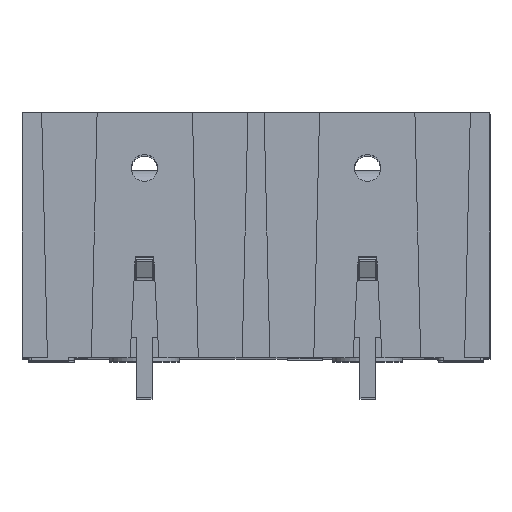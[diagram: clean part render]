
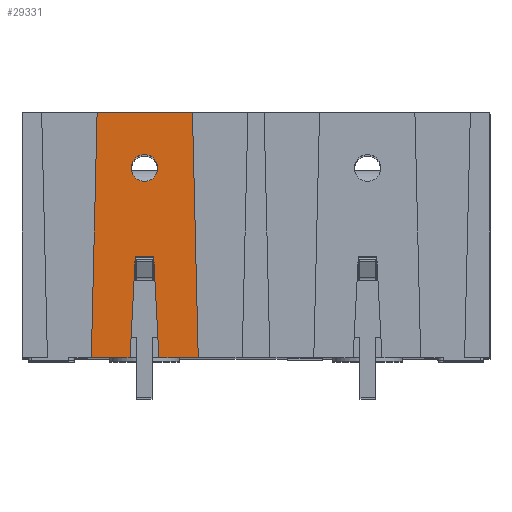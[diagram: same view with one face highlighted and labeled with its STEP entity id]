
A CAD part, top view. The second image highlights one B-rep face of the part: STEP entity #29331.
In plain terms, the highlighted face is planar.
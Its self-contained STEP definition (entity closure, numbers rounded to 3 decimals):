
#850 = FACE_BOUND ( 'NONE', #33934, .T. ) ;
#1189 = CARTESIAN_POINT ( 'NONE',  ( -9.65, -39., 16.7 ) ) ;
#1994 = CARTESIAN_POINT ( 'NONE',  ( -10.45, -39., 9. ) ) ;
#2451 = CIRCLE ( 'NONE', #33301, 1.15 ) ;
#2589 = VERTEX_POINT ( 'NONE', #14018 ) ;
#2963 = VERTEX_POINT ( 'NONE', #28135 ) ;
#3318 = CARTESIAN_POINT ( 'NONE',  ( -10.9, -39., 0.3 ) ) ;
#3497 = DIRECTION ( 'NONE',  ( 1., 0., 0. ) ) ;
#5118 = VERTEX_POINT ( 'NONE', #21756 ) ;
#5835 = DIRECTION ( 'NONE',  ( 0., 0., -1. ) ) ;
#5869 = EDGE_CURVE ( 'NONE', #19391, #5118, #27127, .T. ) ;
#5891 = CARTESIAN_POINT ( 'NONE',  ( -8.85, -39., 9. ) ) ;
#7279 = VECTOR ( 'NONE', #3497, 1000. ) ;
#7392 = VECTOR ( 'NONE', #18396, 1000. ) ;
#7926 = VERTEX_POINT ( 'NONE', #3318 ) ;
#8441 = VERTEX_POINT ( 'NONE', #12123 ) ;
#8493 = CARTESIAN_POINT ( 'NONE',  ( -10.45, -39., 9. ) ) ;
#8742 = CARTESIAN_POINT ( 'NONE',  ( -9.65, -39., 16.7 ) ) ;
#8962 = LINE ( 'NONE', #30150, #31461 ) ;
#10208 = DIRECTION ( 'NONE',  ( -0.024, 0., 1. ) ) ;
#11362 = DIRECTION ( 'NONE',  ( 0., 1., 0. ) ) ;
#12055 = EDGE_LOOP ( 'NONE', ( #17092, #21979, #21353, #22593, #25758, #26669, #39272, #23059 ) ) ;
#12123 = CARTESIAN_POINT ( 'NONE',  ( -8.4, -39., 0.3 ) ) ;
#14018 = CARTESIAN_POINT ( 'NONE',  ( -14.25, -39., 0.3 ) ) ;
#14075 = AXIS2_PLACEMENT_3D ( 'NONE', #26414, #25634, #5835 ) ;
#14501 = LINE ( 'NONE', #15935, #7279 ) ;
#14506 = EDGE_CURVE ( 'NONE', #2589, #7926, #14501, .T. ) ;
#15180 = EDGE_CURVE ( 'NONE', #18828, #8441, #38761, .T. ) ;
#15935 = CARTESIAN_POINT ( 'NONE',  ( 0., -39., 0.3 ) ) ;
#16017 = CARTESIAN_POINT ( 'NONE',  ( -13.75, -39., 21.5 ) ) ;
#16369 = ORIENTED_EDGE ( 'NONE', *, *, #21240, .T. ) ;
#16481 = DIRECTION ( 'NONE',  ( 0., 0., 1. ) ) ;
#17092 = ORIENTED_EDGE ( 'NONE', *, *, #21362, .T. ) ;
#17834 = LINE ( 'NONE', #1994, #20611 ) ;
#17843 = CARTESIAN_POINT ( 'NONE',  ( 0., -39., 0.3 ) ) ;
#18396 = DIRECTION ( 'NONE',  ( -1., 0., 0. ) ) ;
#18612 = CARTESIAN_POINT ( 'NONE',  ( -5., -39., 0.3 ) ) ;
#18651 = FACE_OUTER_BOUND ( 'NONE', #12055, .T. ) ;
#18828 = VERTEX_POINT ( 'NONE', #30398 ) ;
#18961 = LINE ( 'NONE', #38839, #35157 ) ;
#19031 = EDGE_CURVE ( 'NONE', #30124, #2963, #29961, .T. ) ;
#19391 = VERTEX_POINT ( 'NONE', #22866 ) ;
#19568 = DIRECTION ( 'NONE',  ( 0., 1., 0. ) ) ;
#19597 = CARTESIAN_POINT ( 'NONE',  ( 0., -39., 21.5 ) ) ;
#20369 = DIRECTION ( 'NONE',  ( 1., 0., 0. ) ) ;
#20611 = VECTOR ( 'NONE', #20369, 1000. ) ;
#20621 = EDGE_CURVE ( 'NONE', #2963, #2589, #25971, .T. ) ;
#21240 = EDGE_CURVE ( 'NONE', #5118, #19391, #2451, .T. ) ;
#21353 = ORIENTED_EDGE ( 'NONE', *, *, #19031, .T. ) ;
#21362 = EDGE_CURVE ( 'NONE', #8441, #39562, #39276, .T. ) ;
#21756 = CARTESIAN_POINT ( 'NONE',  ( -9.65, -39., 17.85 ) ) ;
#21979 = ORIENTED_EDGE ( 'NONE', *, *, #28363, .T. ) ;
#22593 = ORIENTED_EDGE ( 'NONE', *, *, #20621, .T. ) ;
#22866 = CARTESIAN_POINT ( 'NONE',  ( -9.65, -39., 15.55 ) ) ;
#23059 = ORIENTED_EDGE ( 'NONE', *, *, #15180, .T. ) ;
#24253 = ORIENTED_EDGE ( 'NONE', *, *, #5869, .T. ) ;
#25634 = DIRECTION ( 'NONE',  ( 0., 1., 0. ) ) ;
#25758 = ORIENTED_EDGE ( 'NONE', *, *, #14506, .T. ) ;
#25971 = LINE ( 'NONE', #16017, #30740 ) ;
#26414 = CARTESIAN_POINT ( 'NONE',  ( 0., -39., 21.5 ) ) ;
#26495 = VECTOR ( 'NONE', #39423, 1000. ) ;
#26669 = ORIENTED_EDGE ( 'NONE', *, *, #27383, .T. ) ;
#26946 = VECTOR ( 'NONE', #31019, 1000. ) ;
#27127 = CIRCLE ( 'NONE', #33598, 1.15 ) ;
#27383 = EDGE_CURVE ( 'NONE', #7926, #32047, #18961, .T. ) ;
#27984 = DIRECTION ( 'NONE',  ( 0.052, 0., 0.999 ) ) ;
#28135 = CARTESIAN_POINT ( 'NONE',  ( -13.75, -39., 21.5 ) ) ;
#28363 = EDGE_CURVE ( 'NONE', #39562, #30124, #8962, .T. ) ;
#29217 = DIRECTION ( 'NONE',  ( 0., 0., 1. ) ) ;
#29331 = ADVANCED_FACE ( 'NONE', ( #850, #18651 ), #38201, .F. ) ;
#29961 = LINE ( 'NONE', #19597, #7392 ) ;
#30124 = VERTEX_POINT ( 'NONE', #38918 ) ;
#30150 = CARTESIAN_POINT ( 'NONE',  ( -5., -39., 0.3 ) ) ;
#30398 = CARTESIAN_POINT ( 'NONE',  ( -8.85, -39., 9. ) ) ;
#30740 = VECTOR ( 'NONE', #32354, 1000. ) ;
#31019 = DIRECTION ( 'NONE',  ( 1., 0., 0. ) ) ;
#31461 = VECTOR ( 'NONE', #10208, 1000. ) ;
#31464 = EDGE_CURVE ( 'NONE', #32047, #18828, #17834, .T. ) ;
#32047 = VERTEX_POINT ( 'NONE', #8493 ) ;
#32354 = DIRECTION ( 'NONE',  ( -0.024, 0., -1. ) ) ;
#33301 = AXIS2_PLACEMENT_3D ( 'NONE', #8742, #11362, #29217 ) ;
#33598 = AXIS2_PLACEMENT_3D ( 'NONE', #1189, #19568, #16481 ) ;
#33934 = EDGE_LOOP ( 'NONE', ( #16369, #24253 ) ) ;
#35157 = VECTOR ( 'NONE', #27984, 1000. ) ;
#38201 = PLANE ( 'NONE',  #14075 ) ;
#38761 = LINE ( 'NONE', #5891, #26495 ) ;
#38839 = CARTESIAN_POINT ( 'NONE',  ( -10.9, -39., 0.3 ) ) ;
#38918 = CARTESIAN_POINT ( 'NONE',  ( -5.5, -39., 21.5 ) ) ;
#39272 = ORIENTED_EDGE ( 'NONE', *, *, #31464, .T. ) ;
#39276 = LINE ( 'NONE', #17843, #26946 ) ;
#39423 = DIRECTION ( 'NONE',  ( 0.052, 0., -0.999 ) ) ;
#39562 = VERTEX_POINT ( 'NONE', #18612 ) ;
